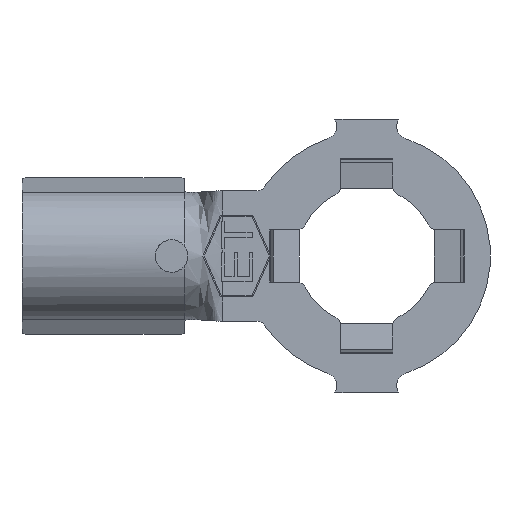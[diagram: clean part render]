
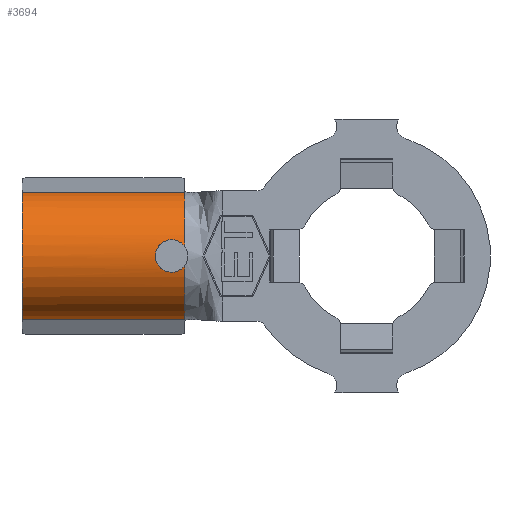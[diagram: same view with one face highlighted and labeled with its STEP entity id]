
A CAD part, front view. The second image highlights one B-rep face of the part: STEP entity #3694.
In plain terms, the highlighted cylindrical face has radius 1.27 mm (diameter 2.54 mm), a partial arc.
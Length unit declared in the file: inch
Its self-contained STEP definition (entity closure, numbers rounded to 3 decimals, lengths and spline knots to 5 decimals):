
#134 = CIRCLE ( 'NONE', #323, 0.05 ) ;
#237 = DIRECTION ( 'NONE',  ( 0., 0., -1. ) ) ;
#261 = CARTESIAN_POINT ( 'NONE',  ( -0.1625, 0., 0.00327 ) ) ;
#323 = AXIS2_PLACEMENT_3D ( 'NONE', #3554, #910, #4005 ) ;
#365 = CARTESIAN_POINT ( 'NONE',  ( -0.14234, 0.00104, 0.01061 ) ) ;
#433 = DIRECTION ( 'NONE',  ( 0., 0., -1. ) ) ;
#451 = VERTEX_POINT ( 'NONE', #5619 ) ;
#465 = EDGE_CURVE ( 'NONE', #3744, #5565, #4152, .T. ) ;
#486 = DIRECTION ( 'NONE',  ( 1., 0., 0. ) ) ;
#563 = CARTESIAN_POINT ( 'NONE',  ( -0.14, 0.03898, 0.04877 ) ) ;
#630 = CARTESIAN_POINT ( 'NONE',  ( -0.14, 0.00057, -0.0075 ) ) ;
#686 = AXIS2_PLACEMENT_3D ( 'NONE', #5759, #3081, #433 ) ;
#700 = CARTESIAN_POINT ( 'NONE',  ( -0.16115, 0.00037, -0.00653 ) ) ;
#784 = LINE ( 'NONE', #4497, #4179 ) ;
#808 = CARTESIAN_POINT ( 'NONE',  ( -0.14612, 0.00159, 0.0125 ) ) ;
#821 = ORIENTED_EDGE ( 'NONE', *, *, #5491, .T. ) ;
#910 = DIRECTION ( 'NONE',  ( 1., 0., 0. ) ) ;
#1127 = CARTESIAN_POINT ( 'NONE',  ( -0.14, 0.03898, -0.04877 ) ) ;
#1148 = CARTESIAN_POINT ( 'NONE',  ( -0.15329, 0.00159, -0.0125 ) ) ;
#1306 = AXIS2_PLACEMENT_3D ( 'NONE', #5566, #2887, #237 ) ;
#1580 = ORIENTED_EDGE ( 'NONE', *, *, #465, .F. ) ;
#1663 = ORIENTED_EDGE ( 'NONE', *, *, #2229, .F. ) ;
#1686 = EDGE_CURVE ( 'NONE', #451, #3744, #3079, .T. ) ;
#1789 = CYLINDRICAL_SURFACE ( 'NONE', #5653, 0.05 ) ;
#1917 = FACE_OUTER_BOUND ( 'NONE', #5265, .T. ) ;
#1990 = ORIENTED_EDGE ( 'NONE', *, *, #5757, .T. ) ;
#2034 = CARTESIAN_POINT ( 'NONE',  ( -0.15, 0.00159, 0.0125 ) ) ;
#2229 = EDGE_CURVE ( 'NONE', #5565, #4092, #134, .T. ) ;
#2322 = ORIENTED_EDGE ( 'NONE', *, *, #1686, .F. ) ;
#2332 = CARTESIAN_POINT ( 'NONE',  ( -0.14, 0.00057, 0.0075 ) ) ;
#2428 = CARTESIAN_POINT ( 'NONE',  ( -0.15, 0.00159, -0.0125 ) ) ;
#2880 = EDGE_CURVE ( 'NONE', #5347, #4527, #3583, .T. ) ;
#2887 = DIRECTION ( 'NONE',  ( 1., 0., 0. ) ) ;
#2906 = CARTESIAN_POINT ( 'NONE',  ( -0.16115, 0.00037, 0.00652 ) ) ;
#2925 = CARTESIAN_POINT ( 'NONE',  ( -0.14, 0.00057, -0.0075 ) ) ;
#2967 = CARTESIAN_POINT ( 'NONE',  ( -0.265, 0.03898, 0.04877 ) ) ;
#2984 = VECTOR ( 'NONE', #5361, 39.37008 ) ;
#3079 = B_SPLINE_CURVE_WITH_KNOTS ( 'NONE', 3,
 ( #2034, #4688, #5582, #2906, #261, #3341, #700, #3799, #1148, #4259 ),
 .UNSPECIFIED., .F., .F.,
 ( 4, 2, 2, 2, 4 ),
 ( 0.00029, 0.00054, 0.00079, 0.00104, 0.00129 ),
 .UNSPECIFIED. ) ;
#3081 = DIRECTION ( 'NONE',  ( 1., 0., 0. ) ) ;
#3341 = CARTESIAN_POINT ( 'NONE',  ( -0.1625, 0., -0.00327 ) ) ;
#3509 = CARTESIAN_POINT ( 'NONE',  ( -0.265, 0.03898, -0.04877 ) ) ;
#3554 = CARTESIAN_POINT ( 'NONE',  ( -0.14, 0.05, 0. ) ) ;
#3583 = CIRCLE ( 'NONE', #686, 0.05 ) ;
#3619 = EDGE_CURVE ( 'NONE', #4527, #451, #5346, .T. ) ;
#3694 = ADVANCED_FACE ( 'NONE', ( #1917 ), #1789, .T. ) ;
#3720 = CARTESIAN_POINT ( 'NONE',  ( -0.15, 0.00159, -0.0125 ) ) ;
#3731 = ORIENTED_EDGE ( 'NONE', *, *, #4406, .F. ) ;
#3744 = VERTEX_POINT ( 'NONE', #2428 ) ;
#3799 = CARTESIAN_POINT ( 'NONE',  ( -0.15653, 0.0012, -0.01115 ) ) ;
#3905 = CARTESIAN_POINT ( 'NONE',  ( -0.15, 0.00159, 0.0125 ) ) ;
#3940 = ORIENTED_EDGE ( 'NONE', *, *, #2880, .F. ) ;
#4005 = DIRECTION ( 'NONE',  ( 0., 0., -1. ) ) ;
#4092 = VERTEX_POINT ( 'NONE', #1127 ) ;
#4152 = B_SPLINE_CURVE_WITH_KNOTS ( 'NONE', 3,
 ( #3720, #4171, #5119, #630 ),
 .UNSPECIFIED., .F., .F.,
 ( 4, 4 ),
 ( 0.00129, 0.00159 ),
 .UNSPECIFIED. ) ;
#4164 = DIRECTION ( 'NONE',  ( 1., 0., 0. ) ) ;
#4171 = CARTESIAN_POINT ( 'NONE',  ( -0.14611, 0.00159, -0.0125 ) ) ;
#4179 = VECTOR ( 'NONE', #486, 39.37008 ) ;
#4185 = VERTEX_POINT ( 'NONE', #2967 ) ;
#4259 = CARTESIAN_POINT ( 'NONE',  ( -0.15, 0.00159, -0.0125 ) ) ;
#4319 = LINE ( 'NONE', #4465, #2984 ) ;
#4406 = EDGE_CURVE ( 'NONE', #4185, #5347, #784, .T. ) ;
#4465 = CARTESIAN_POINT ( 'NONE',  ( -0.265, 0.03898, -0.04877 ) ) ;
#4497 = CARTESIAN_POINT ( 'NONE',  ( -0.265, 0.03898, 0.04877 ) ) ;
#4527 = VERTEX_POINT ( 'NONE', #2332 ) ;
#4617 = DIRECTION ( 'NONE',  ( 0., 0., -1. ) ) ;
#4688 = CARTESIAN_POINT ( 'NONE',  ( -0.15328, 0.00159, 0.0125 ) ) ;
#4701 = CARTESIAN_POINT ( 'NONE',  ( -0.265, 0.05, 0. ) ) ;
#5119 = CARTESIAN_POINT ( 'NONE',  ( -0.14233, 0.00104, -0.01061 ) ) ;
#5265 = EDGE_LOOP ( 'NONE', ( #5758, #3940, #3731, #821, #1990, #1663, #1580, #2322 ) ) ;
#5346 = B_SPLINE_CURVE_WITH_KNOTS ( 'NONE', 3,
 ( #5691, #365, #808, #3905 ),
 .UNSPECIFIED., .F., .F.,
 ( 4, 4 ),
 ( 0., 0.00029 ),
 .UNSPECIFIED. ) ;
#5347 = VERTEX_POINT ( 'NONE', #563 ) ;
#5361 = DIRECTION ( 'NONE',  ( 1., 0., 0. ) ) ;
#5491 = EDGE_CURVE ( 'NONE', #4185, #5695, #5711, .T. ) ;
#5565 = VERTEX_POINT ( 'NONE', #2925 ) ;
#5566 = CARTESIAN_POINT ( 'NONE',  ( -0.265, 0.05, 0. ) ) ;
#5582 = CARTESIAN_POINT ( 'NONE',  ( -0.15653, 0.0012, 0.01115 ) ) ;
#5619 = CARTESIAN_POINT ( 'NONE',  ( -0.15, 0.00159, 0.0125 ) ) ;
#5653 = AXIS2_PLACEMENT_3D ( 'NONE', #4701, #4164, #4617 ) ;
#5691 = CARTESIAN_POINT ( 'NONE',  ( -0.14, 0.00057, 0.0075 ) ) ;
#5695 = VERTEX_POINT ( 'NONE', #3509 ) ;
#5711 = CIRCLE ( 'NONE', #1306, 0.05 ) ;
#5757 = EDGE_CURVE ( 'NONE', #5695, #4092, #4319, .T. ) ;
#5758 = ORIENTED_EDGE ( 'NONE', *, *, #3619, .F. ) ;
#5759 = CARTESIAN_POINT ( 'NONE',  ( -0.14, 0.05, 0. ) ) ;
